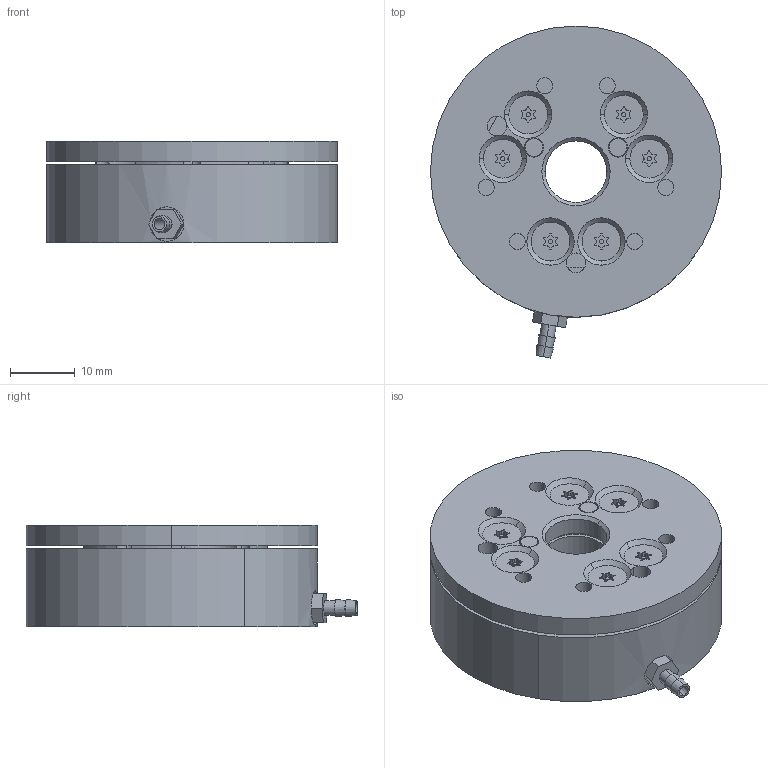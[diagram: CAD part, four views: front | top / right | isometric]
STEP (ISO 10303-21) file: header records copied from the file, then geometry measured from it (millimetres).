
FILE_DESCRIPTION (( 'STEP AP214' ), '1' );
FILE_NAME ('91DEFAU1129105234069.step', '2005-11-29T15:05:28', ( 'SysAdmin' ), ( 'SolidWorks' ), 'SwSTEP 2.0', 'SolidWorks 2005254', '' );
FILE_SCHEMA (( 'AUTOMOTIVE_DESIGN' ));
Length unit declared in the file: millimetre
Products named in the file (1): 91DEFAU1129105234069
Bounding box: 45 x 51.28 x 15.75 mm (x, y, z)
Volume: 18586.3 mm3; surface area: 13767.6 mm2
Topology: 3 solids, 20 shells, 873 faces, 2340 edges, 1538 vertices
Faces by surface type: cylinder 433, plane 320, cone 110, sphere 8, torus 2
Entity records: 27927 total; most frequent: DIRECTION 5181, CARTESIAN_POINT 4882, ORIENTED_EDGE 4676, EDGE_CURVE 2338, AXIS2_PLACEMENT_3D 1981, VERTEX_POINT 1538, VECTOR 1219, LINE 1219
